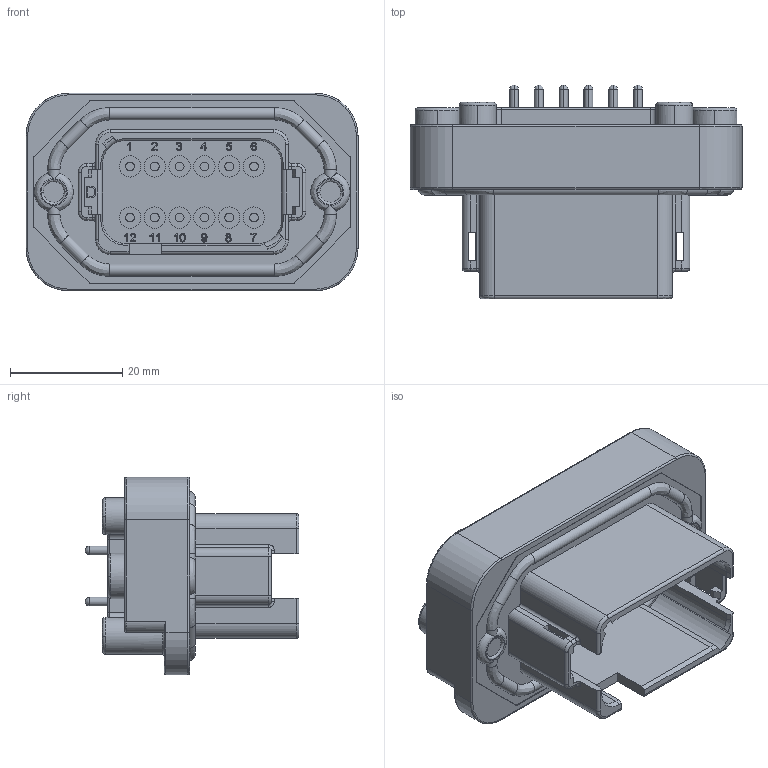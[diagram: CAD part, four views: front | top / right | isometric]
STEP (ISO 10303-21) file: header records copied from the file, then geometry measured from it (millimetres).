
FILE_DESCRIPTION (( 'STEP AP214' ), '1' );
FILE_NAME ('C-AT15-12PD-BM16_3D.STEP', '2018-09-11T15:10:34', ( '' ), ( '' ), 'SwSTEP 2.0', 'SolidWorks 2018', '' );
FILE_SCHEMA (( 'AUTOMOTIVE_DESIGN' ));
Length unit declared in the file: millimetre
Products named in the file (1): C-AT15-12PD-BM16_3D
Bounding box: 59.2 x 38.12 x 35.25 mm (x, y, z)
Volume: 25144 mm3; surface area: 12180.7 mm2
Topology: 1 solids, 1 shells, 807 faces, 2186 edges, 1383 vertices
Faces by surface type: bspline 323, plane 263, cylinder 209, cone 6, torus 6
Entity records: 29916 total; most frequent: CARTESIAN_POINT 11789, ORIENTED_EDGE 4252, DIRECTION 2977, EDGE_CURVE 2126, VERTEX_POINT 1383, LINE 1027, VECTOR 1027, AXIS2_PLACEMENT_3D 975
